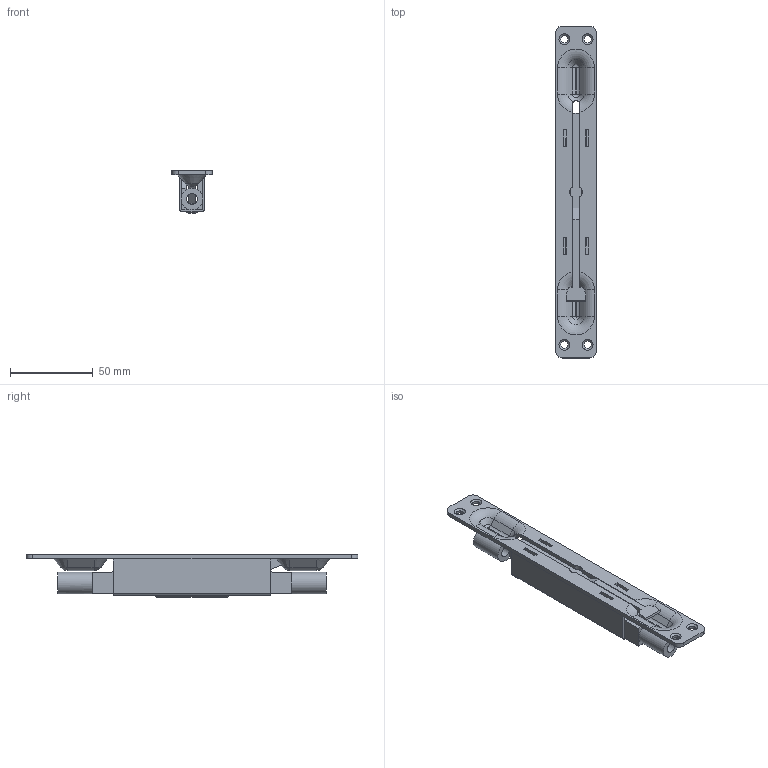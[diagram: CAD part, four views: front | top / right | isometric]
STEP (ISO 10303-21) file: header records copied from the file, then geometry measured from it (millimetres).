
FILE_DESCRIPTION(/* description */ (''),/* implementation_level */ '2;1');
FILE_NAME(/* name */ '11901005  001.stp',/* time_stamp */ '2023-03-09T13:59:18+01:00',/* author */ ('gcocco'),/* organization */ (''),/* preprocessor_version */ 'ST-DEVELOPER v17.2',/* originating_system */ 'Autodesk Inventor 2019',/* authorisation */ '');
FILE_SCHEMA (('AUTOMOTIVE_DESIGN { 1 0 10303 214 3 1 1 }'));
Length unit declared in the file: millimetre
Products named in the file (5): Assieme1; 28004501; 28700401; 28207001; 28207101
Assembly tree (5 placements, depth 2):
  Assieme1
    28004501
    28700401
    28207001
    28207101  x2
Bounding box: 24.5 x 200 x 25.5 mm (x, y, z)
Volume: 36695.8 mm3; surface area: 38647 mm2
Topology: 5 solids, 5 shells, 160 faces, 422 edges, 274 vertices
Faces by surface type: plane 81, cylinder 45, bspline 16, cone 13, torus 5
Full cylindrical faces by diameter (mm): 4.5 x4, 6.647 x2, 13 x2
Entity records: 5090 total; most frequent: CARTESIAN_POINT 1149, DIRECTION 799, ORIENTED_EDGE 782, EDGE_CURVE 391, AXIS2_PLACEMENT_3D 287, VERTEX_POINT 254, LINE 225, VECTOR 225
